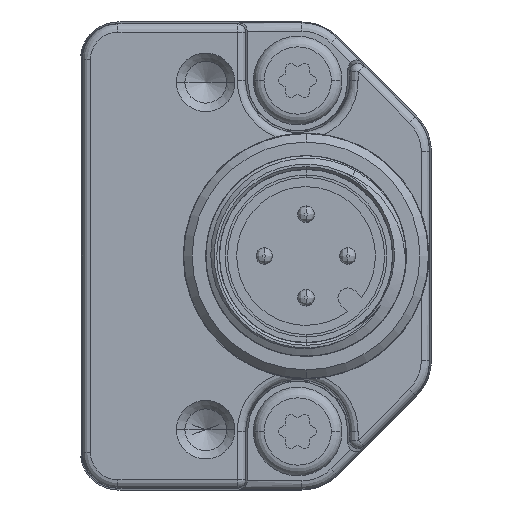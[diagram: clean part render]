
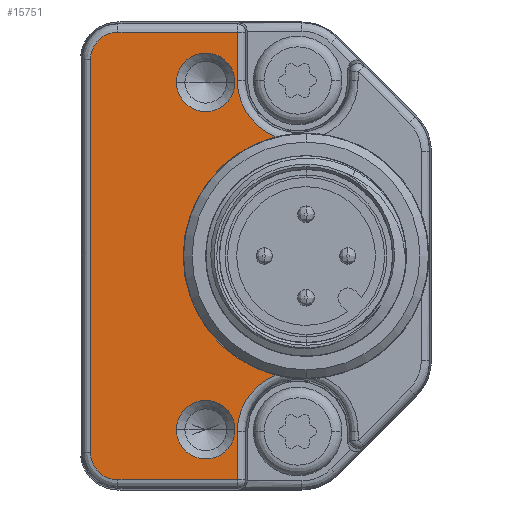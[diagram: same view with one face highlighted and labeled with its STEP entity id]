
A CAD part, left-side view. The second image highlights one B-rep face of the part: STEP entity #15751.
In plain terms, the highlighted planar face has unit normal (-1, 0, 0).
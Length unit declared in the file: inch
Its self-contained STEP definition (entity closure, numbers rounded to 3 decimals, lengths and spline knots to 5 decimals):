
#597=CARTESIAN_POINT('',(-0.49213,0.31496,
-0.41339));
#598=DIRECTION('',(1.,0.,0.));
#599=DIRECTION('',(0.,1.,0.));
#600=AXIS2_PLACEMENT_3D('',#597,#598,#599);
#602=DIRECTION('',(0.,0.,1.));
#603=VECTOR('',#602,0.11399);
#604=CARTESIAN_POINT('',(-0.49213,0.45723,
-0.52737));
#605=LINE('',#604,#603);
#606=DIRECTION('',(0.,-1.,0.));
#607=VECTOR('',#606,0.28096);
#608=CARTESIAN_POINT('',(-0.49213,0.73819,
-0.52737));
#609=LINE('',#608,#607);
#610=CARTESIAN_POINT('',(-0.49213,0.73819,
-0.4626));
#611=DIRECTION('',(-1.,0.,0.));
#612=DIRECTION('',(0.,1.,0.));
#613=AXIS2_PLACEMENT_3D('',#610,#611,#612);
#615=DIRECTION('',(0.,0.,-1.));
#616=VECTOR('',#615,0.9252);
#617=CARTESIAN_POINT('',(-0.49213,0.80296,
0.4626));
#618=LINE('',#617,#616);
#619=CARTESIAN_POINT('',(-0.49213,0.73819,
0.4626));
#620=DIRECTION('',(-1.,0.,0.));
#621=DIRECTION('',(0.,0.,1.));
#622=AXIS2_PLACEMENT_3D('',#619,#620,#621);
#624=DIRECTION('',(0.,1.,0.));
#625=VECTOR('',#624,0.28096);
#626=CARTESIAN_POINT('',(-0.49213,0.45723,
0.52737));
#627=LINE('',#626,#625);
#628=DIRECTION('',(0.,0.,1.));
#629=VECTOR('',#628,0.11399);
#630=CARTESIAN_POINT('',(-0.49213,0.45723,
0.41339));
#631=LINE('',#630,#629);
#632=CARTESIAN_POINT('',(-0.49213,0.31496,
0.41339));
#633=DIRECTION('',(1.,0.,0.));
#634=DIRECTION('',(0.,0.359,-0.933));
#635=AXIS2_PLACEMENT_3D('',#632,#633,#634);
#637=CARTESIAN_POINT('',(-0.49213,0.29528,0.));
#638=DIRECTION('',(-1.,0.,0.));
#639=DIRECTION('',(0.,0.244,0.97));
#640=AXIS2_PLACEMENT_3D('',#637,#638,#639);
#642=CARTESIAN_POINT('',(-0.49213,0.5315,
-0.40915));
#643=DIRECTION('',(1.,0.,0.));
#644=DIRECTION('',(0.,1.,0.));
#645=AXIS2_PLACEMENT_3D('',#642,#643,#644);
#647=CARTESIAN_POINT('',(-0.49213,0.5315,
-0.40915));
#648=DIRECTION('',(1.,0.,0.));
#649=DIRECTION('',(0.,-1.,0.));
#650=AXIS2_PLACEMENT_3D('',#647,#648,#649);
#652=CARTESIAN_POINT('',(-0.49213,0.5315,
0.40915));
#653=DIRECTION('',(1.,0.,0.));
#654=DIRECTION('',(0.,1.,0.));
#655=AXIS2_PLACEMENT_3D('',#652,#653,#654);
#657=CARTESIAN_POINT('',(-0.49213,0.5315,
0.40915));
#658=DIRECTION('',(1.,0.,0.));
#659=DIRECTION('',(0.,-1.,0.));
#660=AXIS2_PLACEMENT_3D('',#657,#658,#659);
#13433=CARTESIAN_POINT('',(-0.49213,0.80296,
-0.4626));
#13434=CARTESIAN_POINT('',(-0.49213,0.73819,
-0.52737));
#13435=VERTEX_POINT('',#13433);
#13436=VERTEX_POINT('',#13434);
#13441=CARTESIAN_POINT('',(-0.49213,0.80296,
0.4626));
#13442=VERTEX_POINT('',#13441);
#13445=CARTESIAN_POINT('',(-0.49213,0.73819,
0.52737));
#13446=VERTEX_POINT('',#13445);
#13469=CARTESIAN_POINT('',(-0.49213,0.60039,
-0.40915));
#13470=CARTESIAN_POINT('',(-0.49213,0.4626,
-0.40915));
#13471=VERTEX_POINT('',#13469);
#13472=VERTEX_POINT('',#13470);
#13477=CARTESIAN_POINT('',(-0.49213,0.60039,
0.40915));
#13478=CARTESIAN_POINT('',(-0.49213,0.4626,
0.40915));
#13479=VERTEX_POINT('',#13477);
#13480=VERTEX_POINT('',#13478);
#13513=CARTESIAN_POINT('',(-0.49213,0.45723,
-0.41339));
#13514=CARTESIAN_POINT('',(-0.49213,0.366,
-0.28059));
#13515=VERTEX_POINT('',#13513);
#13516=VERTEX_POINT('',#13514);
#13517=CARTESIAN_POINT('',(-0.49213,0.45723,
-0.52737));
#13518=VERTEX_POINT('',#13517);
#13541=CARTESIAN_POINT('',(-0.49213,0.366,
0.28059));
#13542=CARTESIAN_POINT('',(-0.49213,0.45723,
0.41339));
#13543=VERTEX_POINT('',#13541);
#13544=VERTEX_POINT('',#13542);
#13545=CARTESIAN_POINT('',(-0.49213,0.45723,
0.52737));
#13546=VERTEX_POINT('',#13545);
#15714=CARTESIAN_POINT('',(-0.49213,0.,0.));
#15715=DIRECTION('',(-1.,0.,0.));
#15716=DIRECTION('',(0.,0.,1.));
#15717=AXIS2_PLACEMENT_3D('',#15714,#15715,#15716);
#15718=PLANE('',#15717);
#15720=ORIENTED_EDGE('',*,*,#15719,.F.);
#15721=ORIENTED_EDGE('',*,*,#15704,.F.);
#15722=ORIENTED_EDGE('',*,*,#15681,.F.);
#15724=ORIENTED_EDGE('',*,*,#15723,.F.);
#15726=ORIENTED_EDGE('',*,*,#15725,.F.);
#15728=ORIENTED_EDGE('',*,*,#15727,.F.);
#15730=ORIENTED_EDGE('',*,*,#15729,.F.);
#15732=ORIENTED_EDGE('',*,*,#15731,.F.);
#15734=ORIENTED_EDGE('',*,*,#15733,.F.);
#15736=ORIENTED_EDGE('',*,*,#15735,.T.);
#15737=EDGE_LOOP('',(#15720,#15721,#15722,#15724,#15726,#15728,#15730,#15732,
#15734,#15736));
#15738=FACE_OUTER_BOUND('',#15737,.F.);
#15740=ORIENTED_EDGE('',*,*,#15739,.F.);
#15742=ORIENTED_EDGE('',*,*,#15741,.F.);
#15743=EDGE_LOOP('',(#15740,#15742));
#15744=FACE_BOUND('',#15743,.F.);
#15746=ORIENTED_EDGE('',*,*,#15745,.F.);
#15748=ORIENTED_EDGE('',*,*,#15747,.F.);
#15749=EDGE_LOOP('',(#15746,#15748));
#15750=FACE_BOUND('',#15749,.F.);
#15751=ADVANCED_FACE('',(#15738,#15744,#15750),#15718,.T.);
#601=CIRCLE('',#600,0.14227);
#614=CIRCLE('',#613,0.06477);
#623=CIRCLE('',#622,0.06477);
#636=CIRCLE('',#635,0.14227);
#641=CIRCLE('',#640,0.28937);
#646=CIRCLE('',#645,0.0689);
#651=CIRCLE('',#650,0.0689);
#656=CIRCLE('',#655,0.0689);
#661=CIRCLE('',#660,0.0689);
#15681=EDGE_CURVE('',#13436,#13518,#609,.T.);
#15704=EDGE_CURVE('',#13518,#13515,#605,.T.);
#15719=EDGE_CURVE('',#13515,#13516,#601,.T.);
#15723=EDGE_CURVE('',#13435,#13436,#614,.T.);
#15725=EDGE_CURVE('',#13442,#13435,#618,.T.);
#15727=EDGE_CURVE('',#13446,#13442,#623,.T.);
#15729=EDGE_CURVE('',#13546,#13446,#627,.T.);
#15731=EDGE_CURVE('',#13544,#13546,#631,.T.);
#15733=EDGE_CURVE('',#13543,#13544,#636,.T.);
#15735=EDGE_CURVE('',#13543,#13516,#641,.T.);
#15739=EDGE_CURVE('',#13471,#13472,#646,.T.);
#15741=EDGE_CURVE('',#13472,#13471,#651,.T.);
#15745=EDGE_CURVE('',#13479,#13480,#656,.T.);
#15747=EDGE_CURVE('',#13480,#13479,#661,.T.);
